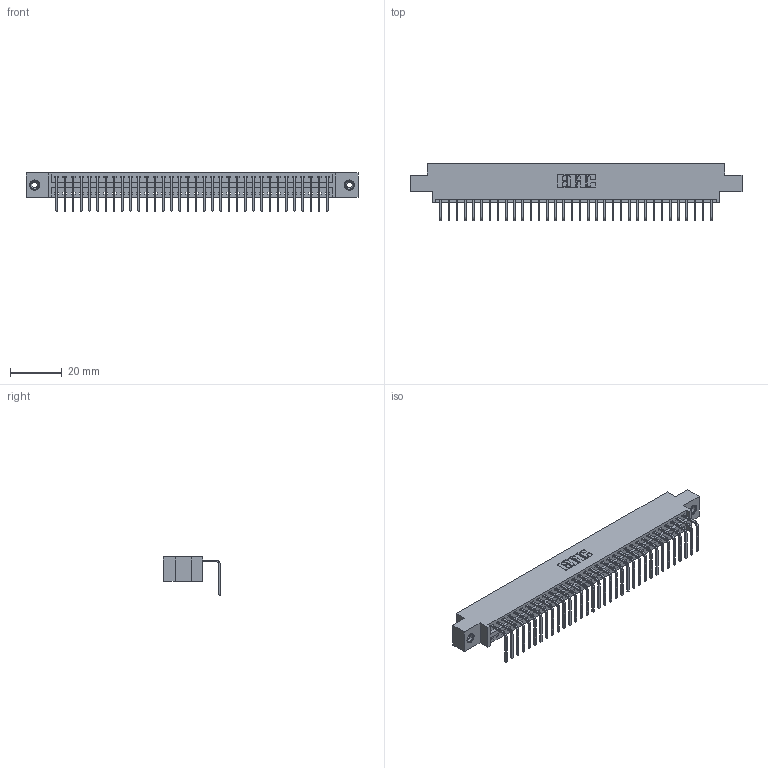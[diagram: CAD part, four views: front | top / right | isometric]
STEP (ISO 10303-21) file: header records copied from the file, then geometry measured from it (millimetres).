
FILE_DESCRIPTION (( 'STEP AP203' ), '1' );
FILE_NAME ('346-034-558-608.STEP', '2018-08-23T23:13:09', ( '' ), ( '' ), 'SwSTEP 2.0', 'SolidWorks 2016', '' );
FILE_SCHEMA (( 'CONFIG_CONTROL_DESIGN' ));
Length unit declared in the file: inch
Products named in the file (4): 346 Part_0.170 Offset - 0.156 Dia-TI; 345-292-001_558 Tail - 2; 345-250-001_345-250-003-102; 346-034-558-608
Assembly tree (37 placements, depth 2):
  346-034-558-608
    346 Part_0.170 Offset - 0.156 Dia-TI
    345-292-001_558 Tail - 2  x34
    345-250-001_345-250-003-102  x2
Bounding box: 128.52 x 22.16 x 14.73 mm (x, y, z)
Volume: 12199.6 mm3; surface area: 16019.6 mm2
Topology: 37 solids, 37 shells, 2226 faces, 6665 edges, 4390 vertices
Faces by surface type: plane 1540, cylinder 670, cone 12, torus 4
Entity records: 23580 total; most frequent: CARTESIAN_POINT 4029, ORIENTED_EDGE 3990, DIRECTION 3589, EDGE_CURVE 1995, LINE 1707, VECTOR 1707, VERTEX_POINT 1324, AXIS2_PLACEMENT_3D 941
